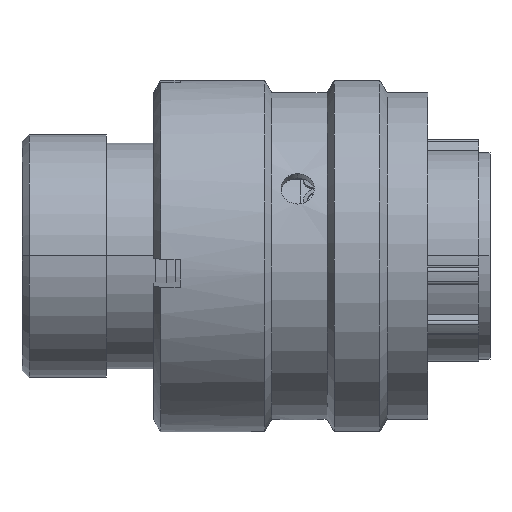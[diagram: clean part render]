
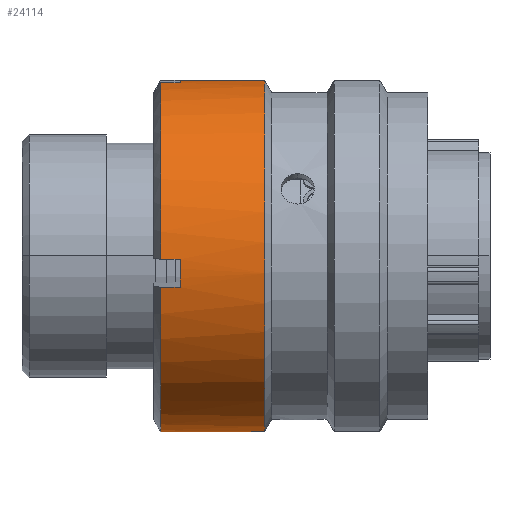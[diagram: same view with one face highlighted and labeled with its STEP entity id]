
A CAD part, top view. The second image highlights one B-rep face of the part: STEP entity #24114.
In plain terms, the highlighted cylindrical face has radius 12.55 mm (diameter 25.1 mm), a partial arc.
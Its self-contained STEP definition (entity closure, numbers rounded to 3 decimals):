
#275 = CARTESIAN_POINT ( 'NONE',  ( 9.878, -12.547, -0.257 ) ) ;
#595 = EDGE_CURVE ( 'NONE', #33582, #14317, #30830, .T. ) ;
#886 = EDGE_CURVE ( 'NONE', #10534, #49178, #29531, .T. ) ;
#1509 = CIRCLE ( 'NONE', #49283, 12.55 ) ;
#1754 = EDGE_CURVE ( 'NONE', #14317, #10534, #47602, .T. ) ;
#2041 = ORIENTED_EDGE ( 'NONE', *, *, #1754, .T. ) ;
#2128 = EDGE_CURVE ( 'NONE', #5417, #33582, #48745, .T. ) ;
#2541 = CARTESIAN_POINT ( 'NONE',  ( 28.928, -12.487, -1.256 ) ) ;
#2549 = DIRECTION ( 'NONE',  ( 0., 0.1, -0.995 ) ) ;
#2646 = CARTESIAN_POINT ( 'NONE',  ( 11.278, -2.247, 12.347 ) ) ;
#3072 = CARTESIAN_POINT ( 'NONE',  ( 11.278, -0.257, 12.547 ) ) ;
#3106 = CARTESIAN_POINT ( 'NONE',  ( 17.298, 0., 0. ) ) ;
#3431 = DIRECTION ( 'NONE',  ( 1., 0., 0. ) ) ;
#5037 = EDGE_CURVE ( 'NONE', #18370, #45533, #10589, .T. ) ;
#5252 = VERTEX_POINT ( 'NONE', #46892 ) ;
#5417 = VERTEX_POINT ( 'NONE', #44144 ) ;
#5620 = EDGE_CURVE ( 'NONE', #34018, #5417, #8606, .T. ) ;
#5732 = VECTOR ( 'NONE', #8367, 1000. ) ;
#5910 = CARTESIAN_POINT ( 'NONE',  ( 9.878, 0., 0. ) ) ;
#7043 = DIRECTION ( 'NONE',  ( 0., 0.995, 0.1 ) ) ;
#7136 = VERTEX_POINT ( 'NONE', #14500 ) ;
#7853 = LINE ( 'NONE', #38084, #33124 ) ;
#8367 = DIRECTION ( 'NONE',  ( -1., 0., 0. ) ) ;
#8606 = CIRCLE ( 'NONE', #26504, 12.55 ) ;
#8765 = ORIENTED_EDGE ( 'NONE', *, *, #14380, .T. ) ;
#8807 = CARTESIAN_POINT ( 'NONE',  ( 11.278, 0., 0. ) ) ;
#9833 = DIRECTION ( 'NONE',  ( 0., 0.995, 0.1 ) ) ;
#10534 = VERTEX_POINT ( 'NONE', #44789 ) ;
#10589 = CIRCLE ( 'NONE', #19800, 12.55 ) ;
#11491 = AXIS2_PLACEMENT_3D ( 'NONE', #8807, #36414, #12749 ) ;
#12634 = FACE_OUTER_BOUND ( 'NONE', #21146, .T. ) ;
#12749 = DIRECTION ( 'NONE',  ( 0., -0.1, 0.995 ) ) ;
#13320 = CARTESIAN_POINT ( 'NONE',  ( 11.278, -12.487, -1.256 ) ) ;
#13691 = EDGE_CURVE ( 'NONE', #45533, #30067, #18868, .T. ) ;
#14142 = CARTESIAN_POINT ( 'NONE',  ( 9.878, 12.347, 2.247 ) ) ;
#14317 = VERTEX_POINT ( 'NONE', #2646 ) ;
#14380 = EDGE_CURVE ( 'NONE', #49178, #18370, #7853, .T. ) ;
#14500 = CARTESIAN_POINT ( 'NONE',  ( 11.278, 12.487, 1.256 ) ) ;
#16454 = CARTESIAN_POINT ( 'NONE',  ( 28.928, -2.247, 12.347 ) ) ;
#17062 = ORIENTED_EDGE ( 'NONE', *, *, #13691, .T. ) ;
#17955 = DIRECTION ( 'NONE',  ( 1., 0., 0. ) ) ;
#18370 = VERTEX_POINT ( 'NONE', #43980 ) ;
#18868 = LINE ( 'NONE', #2541, #49011 ) ;
#19474 = ORIENTED_EDGE ( 'NONE', *, *, #595, .T. ) ;
#19800 = AXIS2_PLACEMENT_3D ( 'NONE', #49634, #26140, #2549 ) ;
#20032 = AXIS2_PLACEMENT_3D ( 'NONE', #41584, #17955, #45512 ) ;
#20275 = DIRECTION ( 'NONE',  ( -1., 0., 0. ) ) ;
#21146 = EDGE_LOOP ( 'NONE', ( #28065, #17062, #34789, #45034, #31197, #31779, #41016, #40732, #19474, #2041, #32630, #8765 ) ) ;
#21899 = CARTESIAN_POINT ( 'NONE',  ( 11.278, 12.347, 2.247 ) ) ;
#22141 = CARTESIAN_POINT ( 'NONE',  ( 28.928, 12.487, 1.256 ) ) ;
#22418 = DIRECTION ( 'NONE',  ( 1., 0., 0. ) ) ;
#23030 = CARTESIAN_POINT ( 'NONE',  ( 28.928, -0.257, 12.547 ) ) ;
#23213 = DIRECTION ( 'NONE',  ( 1., 0., 0. ) ) ;
#24114 = ADVANCED_FACE ( 'NONE', ( #12634 ), #49568, .T. ) ;
#24161 = CIRCLE ( 'NONE', #11491, 12.55 ) ;
#24941 = AXIS2_PLACEMENT_3D ( 'NONE', #47907, #36267, #32490 ) ;
#25963 = DIRECTION ( 'NONE',  ( 1., 0., 0. ) ) ;
#26140 = DIRECTION ( 'NONE',  ( 1., 0., 0. ) ) ;
#26504 = AXIS2_PLACEMENT_3D ( 'NONE', #5910, #33478, #9833 ) ;
#28065 = ORIENTED_EDGE ( 'NONE', *, *, #5037, .T. ) ;
#29512 = LINE ( 'NONE', #39908, #50395 ) ;
#29531 = CIRCLE ( 'NONE', #45417, 12.55 ) ;
#29922 = DIRECTION ( 'NONE',  ( 1., 0., 0. ) ) ;
#30067 = VERTEX_POINT ( 'NONE', #49958 ) ;
#30671 = DIRECTION ( 'NONE',  ( 1., 0., 0. ) ) ;
#30830 = CIRCLE ( 'NONE', #20032, 12.55 ) ;
#31197 = ORIENTED_EDGE ( 'NONE', *, *, #44311, .T. ) ;
#31779 = ORIENTED_EDGE ( 'NONE', *, *, #45332, .T. ) ;
#32490 = DIRECTION ( 'NONE',  ( 0., 0.995, 0.1 ) ) ;
#32630 = ORIENTED_EDGE ( 'NONE', *, *, #886, .T. ) ;
#33124 = VECTOR ( 'NONE', #22418, 1000. ) ;
#33478 = DIRECTION ( 'NONE',  ( 1., 0., 0. ) ) ;
#33582 = VERTEX_POINT ( 'NONE', #3072 ) ;
#34018 = VERTEX_POINT ( 'NONE', #14142 ) ;
#34789 = ORIENTED_EDGE ( 'NONE', *, *, #36052, .F. ) ;
#36052 = EDGE_CURVE ( 'NONE', #5252, #30067, #1509, .T. ) ;
#36267 = DIRECTION ( 'NONE',  ( 1., 0., 0. ) ) ;
#36414 = DIRECTION ( 'NONE',  ( 1., 0., 0. ) ) ;
#38084 = CARTESIAN_POINT ( 'NONE',  ( 28.928, -12.547, -0.257 ) ) ;
#39591 = VECTOR ( 'NONE', #3431, 1000. ) ;
#39908 = CARTESIAN_POINT ( 'NONE',  ( 28.928, 12.347, 2.247 ) ) ;
#40732 = ORIENTED_EDGE ( 'NONE', *, *, #2128, .T. ) ;
#41016 = ORIENTED_EDGE ( 'NONE', *, *, #5620, .T. ) ;
#41584 = CARTESIAN_POINT ( 'NONE',  ( 11.278, 0., 0. ) ) ;
#43980 = CARTESIAN_POINT ( 'NONE',  ( 11.278, -12.547, -0.257 ) ) ;
#44144 = CARTESIAN_POINT ( 'NONE',  ( 9.878, -0.257, 12.547 ) ) ;
#44311 = EDGE_CURVE ( 'NONE', #7136, #48221, #24161, .T. ) ;
#44789 = CARTESIAN_POINT ( 'NONE',  ( 9.878, -2.247, 12.347 ) ) ;
#44915 = VECTOR ( 'NONE', #25963, 1000. ) ;
#45034 = ORIENTED_EDGE ( 'NONE', *, *, #50059, .F. ) ;
#45332 = EDGE_CURVE ( 'NONE', #48221, #34018, #29512, .T. ) ;
#45417 = AXIS2_PLACEMENT_3D ( 'NONE', #46744, #23213, #50713 ) ;
#45512 = DIRECTION ( 'NONE',  ( 0., -0.995, -0.1 ) ) ;
#45533 = VERTEX_POINT ( 'NONE', #13320 ) ;
#46162 = LINE ( 'NONE', #22141, #44915 ) ;
#46744 = CARTESIAN_POINT ( 'NONE',  ( 9.878, 0., 0. ) ) ;
#46892 = CARTESIAN_POINT ( 'NONE',  ( 17.298, 12.487, 1.256 ) ) ;
#47602 = LINE ( 'NONE', #16454, #5732 ) ;
#47907 = CARTESIAN_POINT ( 'NONE',  ( 28.928, 0., 0. ) ) ;
#48221 = VERTEX_POINT ( 'NONE', #21899 ) ;
#48745 = LINE ( 'NONE', #23030, #39591 ) ;
#49011 = VECTOR ( 'NONE', #29922, 1000. ) ;
#49178 = VERTEX_POINT ( 'NONE', #275 ) ;
#49283 = AXIS2_PLACEMENT_3D ( 'NONE', #3106, #30671, #7043 ) ;
#49568 = CYLINDRICAL_SURFACE ( 'NONE', #24941, 12.55 ) ;
#49634 = CARTESIAN_POINT ( 'NONE',  ( 11.278, 0., 0. ) ) ;
#49958 = CARTESIAN_POINT ( 'NONE',  ( 17.298, -12.487, -1.256 ) ) ;
#50059 = EDGE_CURVE ( 'NONE', #7136, #5252, #46162, .T. ) ;
#50395 = VECTOR ( 'NONE', #20275, 1000. ) ;
#50713 = DIRECTION ( 'NONE',  ( 0., 0.995, 0.1 ) ) ;
